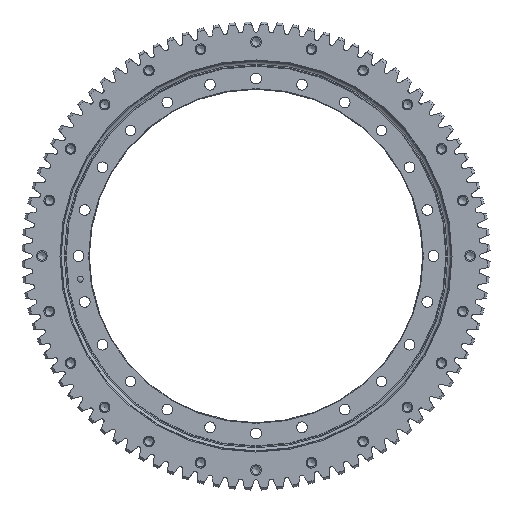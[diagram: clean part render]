
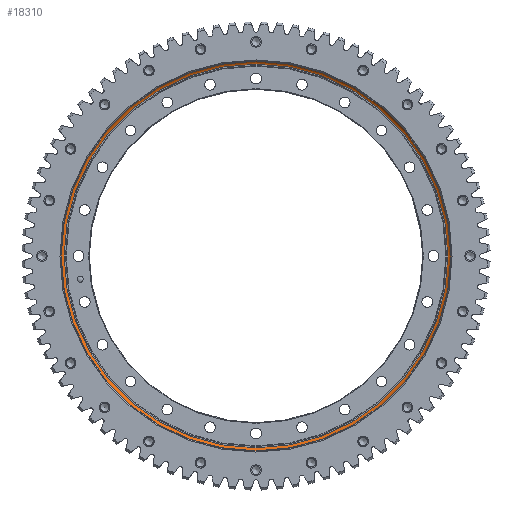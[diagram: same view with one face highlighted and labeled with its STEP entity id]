
A CAD part, front view. The second image highlights one B-rep face of the part: STEP entity #18310.
In plain terms, the highlighted toroidal (fillet/blend) face has major radius 311.296 mm and minor radius 9 mm.
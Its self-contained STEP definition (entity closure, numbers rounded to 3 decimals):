
#66=TOROIDAL_SURFACE('',#20979,311.296,9.);
#2853=FACE_BOUND('',#5422,.T.);
#4161=FACE_OUTER_BOUND('',#5421,.T.);
#5421=EDGE_LOOP('',(#10477));
#5422=EDGE_LOOP('',(#10478));
#10477=ORIENTED_EDGE('',*,*,#13081,.F.);
#10478=ORIENTED_EDGE('',*,*,#13080,.T.);
#13080=EDGE_CURVE('',#14960,#14960,#16566,.T.);
#13081=EDGE_CURVE('',#14961,#14961,#16567,.T.);
#14960=VERTEX_POINT('',#32841);
#14961=VERTEX_POINT('',#32844);
#16566=CIRCLE('',#20978,313.75);
#16567=CIRCLE('',#20980,318.595);
#18310=ADVANCED_FACE('',(#4161,#2853),#66,.F.);
#20978=AXIS2_PLACEMENT_3D('',#32842,#27081,#27082);
#20979=AXIS2_PLACEMENT_3D('',#32843,#27083,#27084);
#20980=AXIS2_PLACEMENT_3D('',#32845,#27085,#27086);
#27081=DIRECTION('center_axis',(0.,1.,0.));
#27082=DIRECTION('ref_axis',(1.,0.,0.));
#27083=DIRECTION('center_axis',(0.,1.,0.));
#27084=DIRECTION('ref_axis',(0.,0.,1.));
#27085=DIRECTION('center_axis',(0.,1.,0.));
#27086=DIRECTION('ref_axis',(1.,0.,0.));
#32841=CARTESIAN_POINT('',(-313.75,-24.5,0.));
#32842=CARTESIAN_POINT('Origin',(0.,-24.5,0.));
#32843=CARTESIAN_POINT('Origin',(0.,-33.159,0.));
#32844=CARTESIAN_POINT('',(-318.595,-27.893,0.));
#32845=CARTESIAN_POINT('Origin',(0.,-27.893,0.));
